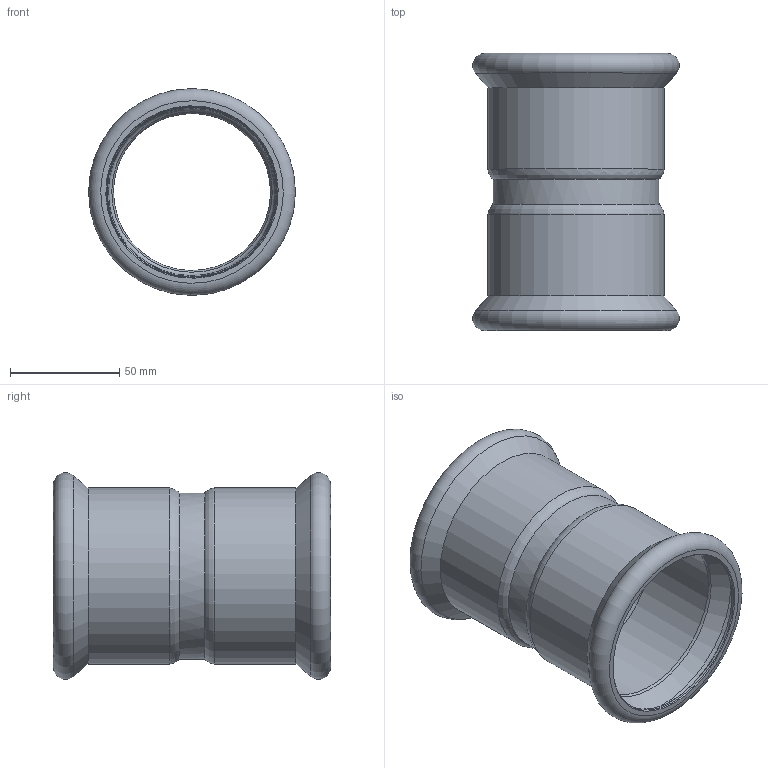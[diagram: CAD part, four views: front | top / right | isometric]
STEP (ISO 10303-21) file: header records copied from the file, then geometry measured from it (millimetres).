
FILE_DESCRIPTION(/* description */ (''),/* implementation_level */ '2;1');
FILE_NAME(/* name */ '44009.stp',/* time_stamp */ '2023-09-08T11:33:25+02:00',/* author */ ('JANAN'),/* organization */ (''),/* preprocessor_version */ 'ST-DEVELOPER v19.2',/* originating_system */ 'Autodesk Inventor 2023',/* authorisation */ '');
FILE_SCHEMA (('AUTOMOTIVE_DESIGN { 1 0 10303 214 3 1 1 }'));
Length unit declared in the file: millimetre
Products named in the file (1): tmp999B.tmp
Bounding box: 94.67 x 127 x 94.67 mm (x, y, z)
Volume: 70942.8 mm3; surface area: 72787.3 mm2
Topology: 1 solids, 1 shells, 32 faces, 67 edges, 39 vertices
Faces by surface type: torus 12, cylinder 8, cone 8, plane 4
Full cylindrical faces by diameter (mm): 71.98 x1, 76.1 x1, 76.7 x2, 78.2 x2, 80.7 x2
Entity records: 945 total; most frequent: DIRECTION 184, CARTESIAN_POINT 139, ORIENTED_EDGE 134, AXIS2_PLACEMENT_3D 84, EDGE_CURVE 67, CIRCLE 51, VERTEX_POINT 39, EDGE_LOOP 36
